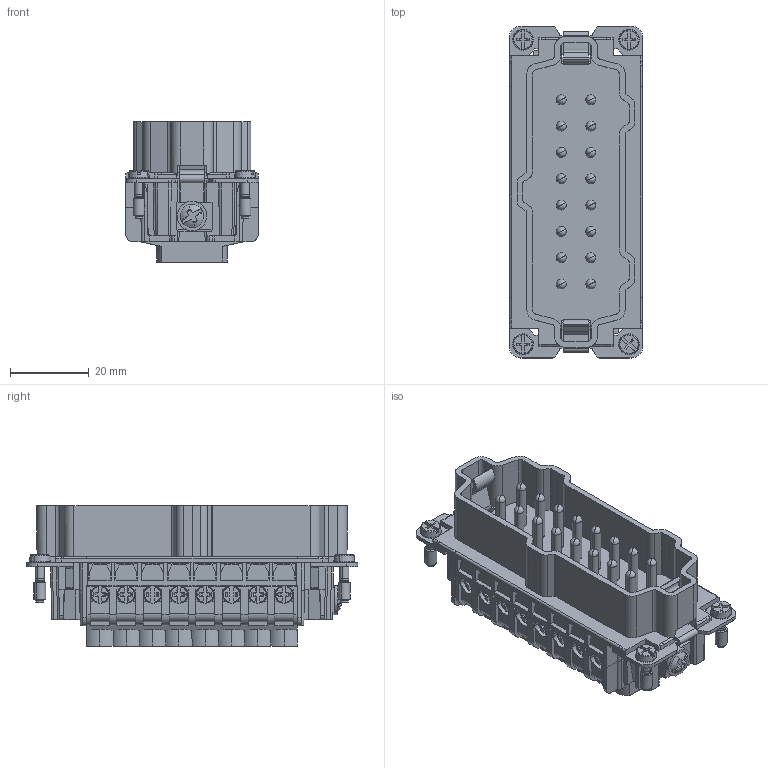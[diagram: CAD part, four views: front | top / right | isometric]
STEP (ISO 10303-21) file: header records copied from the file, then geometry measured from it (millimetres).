
FILE_DESCRIPTION(('CATIA V5 STEP Exchange','CAx-IF Rec.Pracs.--- Model Styling and Organization---1.4--- 2014-01-23'),'2;1');
FILE_NAME ('13500986_6', '2021-12-07T13:58:07+00:00', ('none'), ('Weidmueller'), 'CATIA Version 5-6 Release 2016 SP3 HF44', 'CATIA V5 STEP AP214', 'none');
FILE_SCHEMA(('AUTOMOTIVE_DESIGN { 1 0 10303 214 1 1 1 1 }'));
Products named in the file (1): 1207500000
Bounding box: 34 x 84.5 x 35.7 mm (x, y, z)
Volume: 42083.2 mm3; surface area: 25694.9 mm2
Topology: 1 solids, 1 shells, 2414 faces, 7593 edges, 5132 vertices
Faces by surface type: plane 1512, cylinder 434, cone 174, extrusion 146, torus 136, bspline 8, sphere 4
Entity records: 85228 total; most frequent: CARTESIAN_POINT 23492, ORIENTED_EDGE 15186, DIRECTION 9258, EDGE_CURVE 7593, VECTOR 5305, LINE 5159, VERTEX_POINT 5132, AXIS2_PLACEMENT_3D 2614
